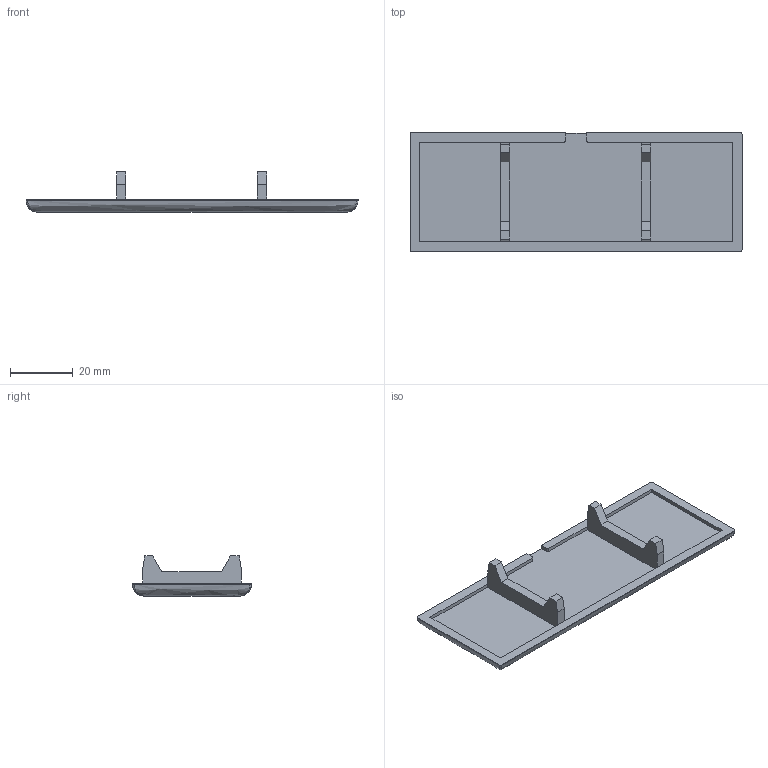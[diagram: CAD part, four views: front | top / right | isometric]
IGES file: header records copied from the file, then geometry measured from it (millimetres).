
Global section: file name: 303876Z; native system: Autodesk Inventor 2021; preprocessor: unknown; author: Navara; date: 20221007.084210; units: millimetre
Bounding box: 105.6 x 37.8 x 12.8 mm (x, y, z)
Volume: 12484.9 mm3; surface area: 9911.5 mm2
Topology: 1 solids, 1 shells, 51 faces, 133 edges, 82 vertices
Faces by surface type: bspline 51
